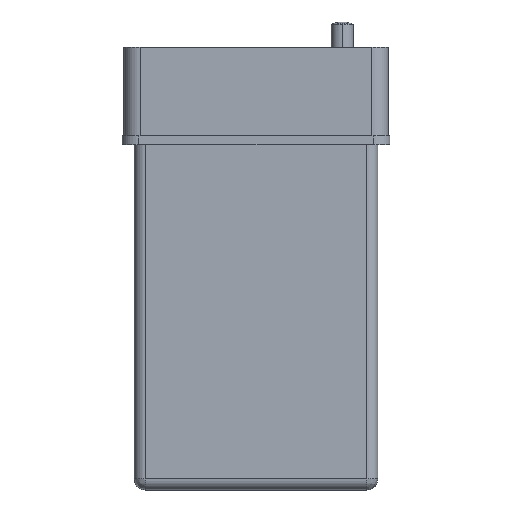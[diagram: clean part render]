
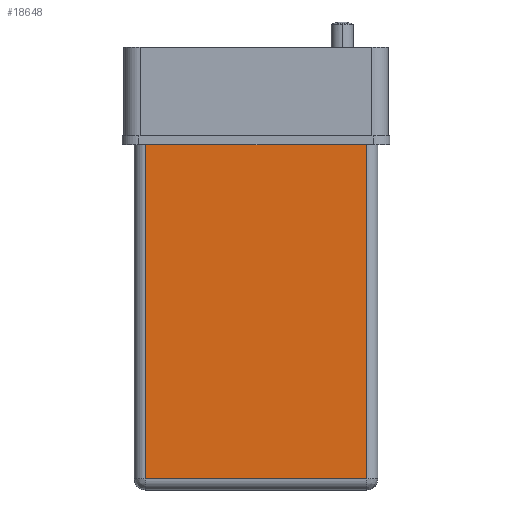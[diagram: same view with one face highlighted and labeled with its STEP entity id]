
A CAD part, left-side view. The second image highlights one B-rep face of the part: STEP entity #18648.
In plain terms, the highlighted planar face has unit normal (-1, 0, 0).
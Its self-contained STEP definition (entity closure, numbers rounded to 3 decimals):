
#1899 = CARTESIAN_POINT ( 'NONE',  ( -22.4, -10.4, 0.62 ) ) ;
#2666 = VERTEX_POINT ( 'NONE', #24185 ) ;
#3102 = CARTESIAN_POINT ( 'NONE',  ( -22.4, 0., -31. ) ) ;
#3625 = LINE ( 'NONE', #23987, #24410 ) ;
#4291 = DIRECTION ( 'NONE',  ( 0., 1., 0. ) ) ;
#4406 = ORIENTED_EDGE ( 'NONE', *, *, #19671, .T. ) ;
#6398 = DIRECTION ( 'NONE',  ( -1., 0., 0. ) ) ;
#7534 = DIRECTION ( 'NONE',  ( 0., -1., 0. ) ) ;
#7899 = DIRECTION ( 'NONE',  ( 0., 1., 0. ) ) ;
#8788 = EDGE_CURVE ( 'NONE', #2666, #21442, #19334, .T. ) ;
#9044 = PLANE ( 'NONE',  #31028 ) ;
#10633 = CARTESIAN_POINT ( 'NONE',  ( -22.4, 0., 0. ) ) ;
#11807 = VERTEX_POINT ( 'NONE', #14141 ) ;
#11809 = EDGE_CURVE ( 'NONE', #22274, #2666, #3625, .T. ) ;
#12496 = CARTESIAN_POINT ( 'NONE',  ( -22.4, 10., 0. ) ) ;
#12743 = EDGE_LOOP ( 'NONE', ( #14180, #13883, #29864, #4406 ) ) ;
#13883 = ORIENTED_EDGE ( 'NONE', *, *, #11809, .T. ) ;
#14141 = CARTESIAN_POINT ( 'NONE',  ( -22.4, 10., -31. ) ) ;
#14180 = ORIENTED_EDGE ( 'NONE', *, *, #22039, .T. ) ;
#14681 = VECTOR ( 'NONE', #24274, 1000. ) ;
#15902 = VECTOR ( 'NONE', #7534, 1000. ) ;
#17700 = FACE_OUTER_BOUND ( 'NONE', #12743, .T. ) ;
#18648 = ADVANCED_FACE ( 'NONE', ( #17700 ), #9044, .T. ) ;
#18958 = VECTOR ( 'NONE', #7899, 1000. ) ;
#19334 = LINE ( 'NONE', #10633, #18958 ) ;
#19671 = EDGE_CURVE ( 'NONE', #21442, #11807, #22988, .T. ) ;
#20587 = CARTESIAN_POINT ( 'NONE',  ( -22.4, -10., -31. ) ) ;
#21435 = CARTESIAN_POINT ( 'NONE',  ( -22.4, 10., -15.5 ) ) ;
#21442 = VERTEX_POINT ( 'NONE', #12496 ) ;
#22039 = EDGE_CURVE ( 'NONE', #11807, #22274, #22288, .T. ) ;
#22274 = VERTEX_POINT ( 'NONE', #20587 ) ;
#22288 = LINE ( 'NONE', #3102, #15902 ) ;
#22988 = LINE ( 'NONE', #21435, #14681 ) ;
#23987 = CARTESIAN_POINT ( 'NONE',  ( -22.4, -10., -15.5 ) ) ;
#24098 = DIRECTION ( 'NONE',  ( 0., 0., 1. ) ) ;
#24185 = CARTESIAN_POINT ( 'NONE',  ( -22.4, -10., 0. ) ) ;
#24274 = DIRECTION ( 'NONE',  ( 0., 0., -1. ) ) ;
#24410 = VECTOR ( 'NONE', #24098, 1000. ) ;
#29864 = ORIENTED_EDGE ( 'NONE', *, *, #8788, .T. ) ;
#31028 = AXIS2_PLACEMENT_3D ( 'NONE', #1899, #6398, #4291 ) ;
